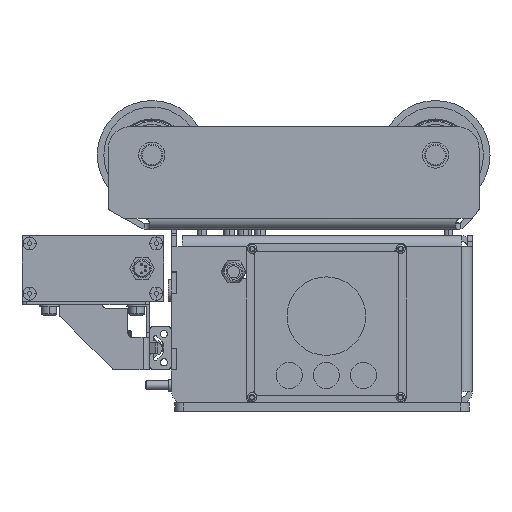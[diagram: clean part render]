
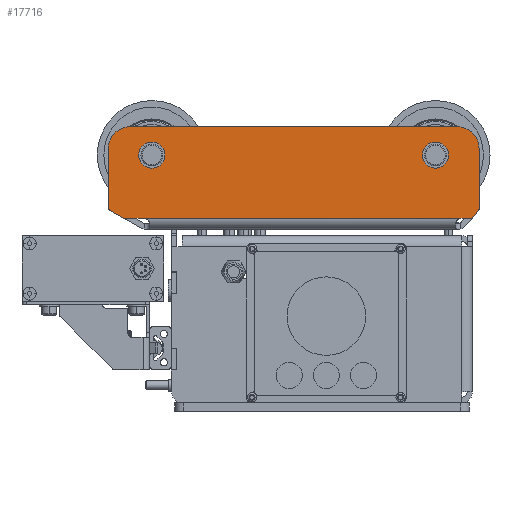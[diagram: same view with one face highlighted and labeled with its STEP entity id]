
A CAD part, front view. The second image highlights one B-rep face of the part: STEP entity #17716.
In plain terms, the highlighted face is planar.
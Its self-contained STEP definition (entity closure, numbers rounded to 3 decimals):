
#13610=CARTESIAN_POINT('',(54.5,18.5,108.1));
#13611=VERTEX_POINT('',#13610);
#13636=CARTESIAN_POINT('',(54.5,18.5,101.9));
#13637=VERTEX_POINT('',#13636);
#13644=CARTESIAN_POINT('',(54.5,18.5,105.0));
#13645=DIRECTION('',(-1.0,0.0,0.0));
#13646=DIRECTION('',(0.0,0.0,1.0));
#13647=AXIS2_PLACEMENT_3D('',#13644,#13645,#13646);
#13648=CIRCLE('',#13647,3.1);
#13649=EDGE_CURVE('',#13611,#13637,#13648,.T.);
#14079=CARTESIAN_POINT('',(54.5,17.5,-28.1));
#14080=VERTEX_POINT('',#14079);
#14089=CARTESIAN_POINT('',(54.5,19.5,-28.1));
#14090=VERTEX_POINT('',#14089);
#14091=CARTESIAN_POINT('',(54.5,19.5,-28.1));
#14092=DIRECTION('',(0.0,-1.0,0.0));
#14093=VECTOR('',#14092,2.);
#14094=LINE('',#14091,#14093);
#14095=EDGE_CURVE('',#14090,#14080,#14094,.T.);
#14129=CARTESIAN_POINT('',(54.5,19.5,-21.9));
#14130=VERTEX_POINT('',#14129);
#14131=CARTESIAN_POINT('',(54.5,19.5,-25.));
#14132=DIRECTION('',(1.,0.0,0.0));
#14133=DIRECTION('',(0.0,0.707,-0.707));
#14134=AXIS2_PLACEMENT_3D('',#14131,#14132,#14133);
#14135=CIRCLE('',#14134,3.1);
#14136=EDGE_CURVE('',#14090,#14130,#14135,.T.);
#14161=CARTESIAN_POINT('',(54.5,17.5,-21.9));
#14162=VERTEX_POINT('',#14161);
#14169=CARTESIAN_POINT('',(54.5,17.5,-25.));
#14170=DIRECTION('',(1.,0.0,0.0));
#14171=DIRECTION('',(0.0,-0.707,0.707));
#14172=AXIS2_PLACEMENT_3D('',#14169,#14170,#14171);
#14173=CIRCLE('',#14172,3.1);
#14174=EDGE_CURVE('',#14162,#14080,#14173,.T.);
#14186=CARTESIAN_POINT('',(54.5,17.5,-21.9));
#14187=DIRECTION('',(0.0,1.0,0.0));
#14188=VECTOR('',#14187,2.);
#14189=LINE('',#14186,#14188);
#14190=EDGE_CURVE('',#14162,#14130,#14189,.T.);
#14845=CARTESIAN_POINT('',(54.5,-10.5,108.495));
#14846=VERTEX_POINT('',#14845);
#15875=CARTESIAN_POINT('',(54.5,-10.5,-36.695));
#15876=VERTEX_POINT('',#15875);
#16278=CARTESIAN_POINT('',(54.5,-6.984,123.75));
#16279=VERTEX_POINT('',#16278);
#16280=CARTESIAN_POINT('',(54.5,-4.819,125.0));
#16281=VERTEX_POINT('',#16280);
#16282=CARTESIAN_POINT('',(54.5,-4.819,122.5));
#16283=DIRECTION('',(-1.0,0.0,0.0));
#16284=DIRECTION('',(0.0,-0.5,0.866));
#16285=AXIS2_PLACEMENT_3D('',#16282,#16283,#16284);
#16286=CIRCLE('',#16285,2.5);
#16287=EDGE_CURVE('',#16279,#16281,#16286,.T.);
#16329=CARTESIAN_POINT('',(54.5,-10.165,118.24));
#16330=VERTEX_POINT('',#16329);
#16337=CARTESIAN_POINT('',(54.5,-6.984,123.75));
#16338=DIRECTION('',(0.0,-0.5,-0.866));
#16339=VECTOR('',#16338,6.362);
#16340=LINE('',#16337,#16339);
#16341=EDGE_CURVE('',#16279,#16330,#16340,.T.);
#16473=CARTESIAN_POINT('',(54.5,-10.5,116.99));
#16474=VERTEX_POINT('',#16473);
#16475=CARTESIAN_POINT('',(54.5,-8.,116.99));
#16476=DIRECTION('',(-1.,0.0,0.0));
#16477=DIRECTION('',(0.0,-0.966,0.259));
#16478=AXIS2_PLACEMENT_3D('',#16475,#16476,#16477);
#16479=CIRCLE('',#16478,2.5);
#16480=EDGE_CURVE('',#16474,#16330,#16479,.T.);
#16499=CARTESIAN_POINT('',(54.5,-10.5,116.99));
#16500=DIRECTION('',(0.0,0.0,-1.0));
#16501=VECTOR('',#16500,8.495);
#16502=LINE('',#16499,#16501);
#16503=EDGE_CURVE('',#16474,#14846,#16502,.T.);
#16679=CARTESIAN_POINT('',(54.5,-9.607,-42.445));
#16680=VERTEX_POINT('',#16679);
#16687=CARTESIAN_POINT('',(54.5,-10.5,-40.53));
#16688=VERTEX_POINT('',#16687);
#16689=CARTESIAN_POINT('',(54.5,-8.,-40.53));
#16690=DIRECTION('',(-1.0,0.0,0.0));
#16691=DIRECTION('',(0.0,-0.906,-0.423));
#16692=AXIS2_PLACEMENT_3D('',#16689,#16690,#16691);
#16693=CIRCLE('',#16692,2.5);
#16694=EDGE_CURVE('',#16680,#16688,#16693,.T.);
#16712=CARTESIAN_POINT('',(54.5,-7.259,-44.415));
#16713=VERTEX_POINT('',#16712);
#16720=CARTESIAN_POINT('',(54.5,-9.607,-42.445));
#16721=DIRECTION('',(0.0,0.766,-0.643));
#16722=VECTOR('',#16721,3.065);
#16723=LINE('',#16720,#16722);
#16724=EDGE_CURVE('',#16680,#16713,#16723,.T.);
#16735=CARTESIAN_POINT('',(54.5,-5.652,-45.0));
#16736=VERTEX_POINT('',#16735);
#16743=CARTESIAN_POINT('',(54.5,-5.652,-42.5));
#16744=DIRECTION('',(-1.0,0.0,0.0));
#16745=DIRECTION('',(0.0,-0.342,-0.94));
#16746=AXIS2_PLACEMENT_3D('',#16743,#16744,#16745);
#16747=CIRCLE('',#16746,2.5);
#16748=EDGE_CURVE('',#16736,#16713,#16747,.T.);
#16761=CARTESIAN_POINT('',(54.5,21.5,-45.0));
#16762=VERTEX_POINT('',#16761);
#16769=CARTESIAN_POINT('',(54.5,21.5,-45.0));
#16770=DIRECTION('',(0.0,-1.0,0.0));
#16771=VECTOR('',#16770,27.152);
#16772=LINE('',#16769,#16771);
#16773=EDGE_CURVE('',#16762,#16736,#16772,.T.);
#17349=CARTESIAN_POINT('',(54.5,-10.5,108.495));
#17350=DIRECTION('',(0.0,0.0,-1.0));
#17351=VECTOR('',#17350,145.19);
#17352=LINE('',#17349,#17351);
#17353=EDGE_CURVE('',#14846,#15876,#17352,.T.);
#17606=CARTESIAN_POINT('',(54.5,-10.5,-36.695));
#17607=DIRECTION('',(0.0,0.0,-1.0));
#17608=VECTOR('',#17607,3.835);
#17609=LINE('',#17606,#17608);
#17610=EDGE_CURVE('',#15876,#16688,#17609,.T.);
#17651=CARTESIAN_POINT('',(54.5,31.5,-45.0));
#17652=DIRECTION('',(1.0,0.0,0.0));
#17653=DIRECTION('',(0.0,0.0,-1.0));
#17654=AXIS2_PLACEMENT_3D('',#17651,#17652,#17653);
#17655=PLANE('',#17654);
#17656=ORIENTED_EDGE('',*,*,#16287,.F.);
#17657=ORIENTED_EDGE('',*,*,#16341,.T.);
#17658=ORIENTED_EDGE('',*,*,#16480,.F.);
#17659=ORIENTED_EDGE('',*,*,#16503,.T.);
#17660=ORIENTED_EDGE('',*,*,#17353,.T.);
#17661=ORIENTED_EDGE('',*,*,#17610,.T.);
#17662=ORIENTED_EDGE('',*,*,#16694,.F.);
#17663=ORIENTED_EDGE('',*,*,#16724,.T.);
#17664=ORIENTED_EDGE('',*,*,#16748,.F.);
#17665=ORIENTED_EDGE('',*,*,#16773,.F.);
#17666=CARTESIAN_POINT('',(54.5,31.5,-35.0));
#17667=VERTEX_POINT('',#17666);
#17668=CARTESIAN_POINT('',(54.5,21.5,-35.0));
#17669=DIRECTION('',(-1.,0.0,0.0));
#17670=DIRECTION('',(0.0,0.707,-0.707));
#17671=AXIS2_PLACEMENT_3D('',#17668,#17669,#17670);
#17672=CIRCLE('',#17671,10.);
#17673=EDGE_CURVE('',#17667,#16762,#17672,.T.);
#17674=ORIENTED_EDGE('',*,*,#17673,.F.);
#17675=CARTESIAN_POINT('',(54.5,31.5,115.0));
#17676=VERTEX_POINT('',#17675);
#17677=CARTESIAN_POINT('',(54.5,31.5,-35.0));
#17678=DIRECTION('',(0.0,0.0,1.0));
#17679=VECTOR('',#17678,150.0);
#17680=LINE('',#17677,#17679);
#17681=EDGE_CURVE('',#17667,#17676,#17680,.T.);
#17682=ORIENTED_EDGE('',*,*,#17681,.T.);
#17683=CARTESIAN_POINT('',(54.5,21.5,125.0));
#17684=VERTEX_POINT('',#17683);
#17685=CARTESIAN_POINT('',(54.5,21.5,115.0));
#17686=DIRECTION('',(-1.,0.0,0.0));
#17687=DIRECTION('',(0.0,0.707,0.707));
#17688=AXIS2_PLACEMENT_3D('',#17685,#17686,#17687);
#17689=CIRCLE('',#17688,10.);
#17690=EDGE_CURVE('',#17684,#17676,#17689,.T.);
#17691=ORIENTED_EDGE('',*,*,#17690,.F.);
#17692=CARTESIAN_POINT('',(54.5,21.5,125.0));
#17693=DIRECTION('',(0.0,-1.0,0.0));
#17694=VECTOR('',#17693,26.319);
#17695=LINE('',#17692,#17694);
#17696=EDGE_CURVE('',#17684,#16281,#17695,.T.);
#17697=ORIENTED_EDGE('',*,*,#17696,.T.);
#17698=EDGE_LOOP('',(#17656,#17657,#17658,#17659,#17660,#17661,#17662,#17663,#17664,#17665,#17674,#17682,#17691,#17697));
#17699=FACE_OUTER_BOUND('',#17698,.T.);
#17700=ORIENTED_EDGE('',*,*,#14095,.T.);
#17701=ORIENTED_EDGE('',*,*,#14174,.F.);
#17702=ORIENTED_EDGE('',*,*,#14190,.T.);
#17703=ORIENTED_EDGE('',*,*,#14136,.F.);
#17704=EDGE_LOOP('',(#17700,#17701,#17702,#17703));
#17705=FACE_BOUND('',#17704,.T.);
#17706=CARTESIAN_POINT('',(54.5,18.5,105.0));
#17707=DIRECTION('',(-1.0,0.0,0.0));
#17708=DIRECTION('',(0.0,0.0,1.0));
#17709=AXIS2_PLACEMENT_3D('',#17706,#17707,#17708);
#17710=CIRCLE('',#17709,3.1);
#17711=EDGE_CURVE('',#13637,#13611,#17710,.T.);
#17712=ORIENTED_EDGE('',*,*,#17711,.T.);
#17713=ORIENTED_EDGE('',*,*,#13649,.T.);
#17714=EDGE_LOOP('',(#17712,#17713));
#17715=FACE_BOUND('',#17714,.T.);
#17716=ADVANCED_FACE('',(#17699,#17705,#17715),#17655,.T.);
